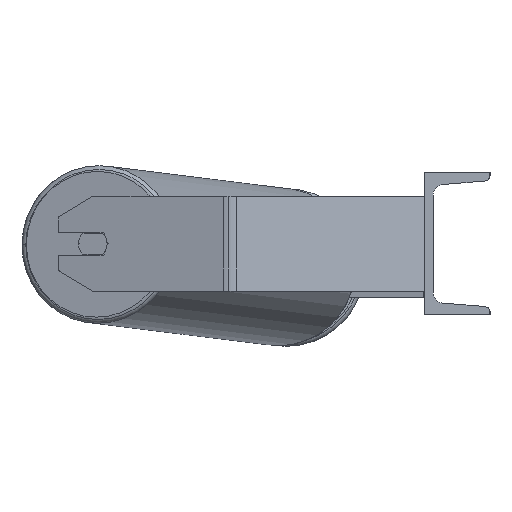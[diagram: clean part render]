
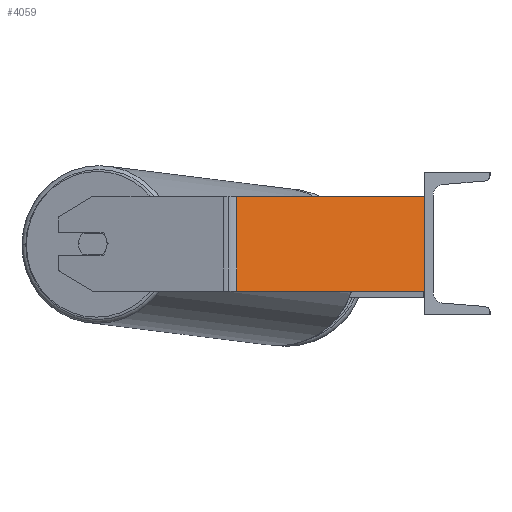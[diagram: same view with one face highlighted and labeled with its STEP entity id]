
A CAD part, left-side view. The second image highlights one B-rep face of the part: STEP entity #4059.
In plain terms, the highlighted planar face has unit normal (-0.906, -0.423, 0).
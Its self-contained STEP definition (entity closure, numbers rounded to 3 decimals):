
#465 = DIRECTION ( 'NONE',  ( 0.906, 0.423, 0. ) ) ;
#1222 = ORIENTED_EDGE ( 'NONE', *, *, #7333, .T. ) ;
#1649 = EDGE_CURVE ( 'NONE', #2709, #2515, #7856, .T. ) ;
#2204 = CARTESIAN_POINT ( 'NONE',  ( -885., 0., 40. ) ) ;
#2515 = VERTEX_POINT ( 'NONE', #2675 ) ;
#2675 = CARTESIAN_POINT ( 'NONE',  ( -885., 0., -40. ) ) ;
#2709 = VERTEX_POINT ( 'NONE', #8106 ) ;
#2767 = ORIENTED_EDGE ( 'NONE', *, *, #1649, .F. ) ;
#2815 = CARTESIAN_POINT ( 'NONE',  ( -959., 158.694, -40. ) ) ;
#2950 = VERTEX_POINT ( 'NONE', #4002 ) ;
#3250 = CARTESIAN_POINT ( 'NONE',  ( -961.461, 163.971, 40. ) ) ;
#3474 = DIRECTION ( 'NONE',  ( 0.423, -0.906, 0. ) ) ;
#3946 = AXIS2_PLACEMENT_3D ( 'NONE', #3250, #465, #6087 ) ;
#4002 = CARTESIAN_POINT ( 'NONE',  ( -959., 158.694, 40. ) ) ;
#4059 = ADVANCED_FACE ( 'NONE', ( #6217 ), #6730, .F. ) ;
#4456 = DIRECTION ( 'NONE',  ( 0., 0., -1. ) ) ;
#4689 = VECTOR ( 'NONE', #3474, 1000. ) ;
#4987 = VECTOR ( 'NONE', #4456, 1000. ) ;
#5172 = VERTEX_POINT ( 'NONE', #2815 ) ;
#5239 = DIRECTION ( 'NONE',  ( 0.423, -0.906, 0. ) ) ;
#5435 = EDGE_CURVE ( 'NONE', #2950, #2709, #8050, .T. ) ;
#5556 = ORIENTED_EDGE ( 'NONE', *, *, #9124, .T. ) ;
#5648 = DIRECTION ( 'NONE',  ( 0., 0., -1. ) ) ;
#5903 = LINE ( 'NONE', #6682, #4987 ) ;
#6087 = DIRECTION ( 'NONE',  ( -0.423, 0.906, 0. ) ) ;
#6174 = VECTOR ( 'NONE', #5239, 1000. ) ;
#6217 = FACE_OUTER_BOUND ( 'NONE', #7123, .T. ) ;
#6682 = CARTESIAN_POINT ( 'NONE',  ( -959., 158.694, 40. ) ) ;
#6730 = PLANE ( 'NONE',  #3946 ) ;
#7123 = EDGE_LOOP ( 'NONE', ( #5556, #2767, #9032, #1222 ) ) ;
#7333 = EDGE_CURVE ( 'NONE', #2950, #5172, #5903, .T. ) ;
#7775 = CARTESIAN_POINT ( 'NONE',  ( -961.461, 163.971, -40. ) ) ;
#7856 = LINE ( 'NONE', #2204, #7884 ) ;
#7884 = VECTOR ( 'NONE', #5648, 1000. ) ;
#8050 = LINE ( 'NONE', #8185, #6174 ) ;
#8106 = CARTESIAN_POINT ( 'NONE',  ( -885., 0., 40. ) ) ;
#8185 = CARTESIAN_POINT ( 'NONE',  ( -961.461, 163.971, 40. ) ) ;
#8485 = LINE ( 'NONE', #7775, #4689 ) ;
#9032 = ORIENTED_EDGE ( 'NONE', *, *, #5435, .F. ) ;
#9124 = EDGE_CURVE ( 'NONE', #5172, #2515, #8485, .T. ) ;
